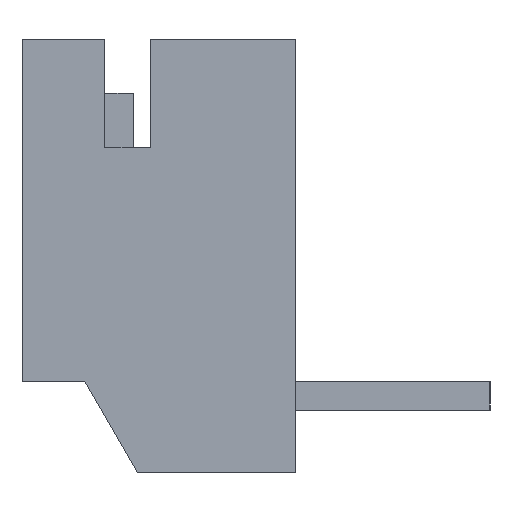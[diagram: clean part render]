
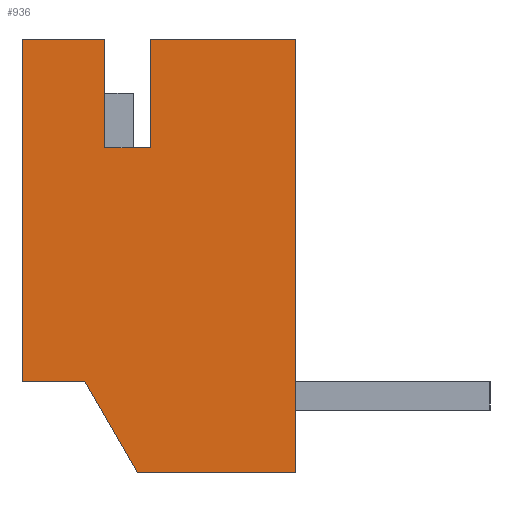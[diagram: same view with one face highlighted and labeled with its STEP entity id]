
A CAD part, left-side view. The second image highlights one B-rep face of the part: STEP entity #936.
In plain terms, the highlighted planar face has unit normal (-1, 0, 0).
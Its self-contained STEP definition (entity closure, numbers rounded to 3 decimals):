
#357 = VERTEX_POINT ( 'NONE', #2232 ) ;
#385 = EDGE_CURVE ( 'NONE', #386, #387, #2265, .T. ) ;
#386 = VERTEX_POINT ( 'NONE', #2194 ) ;
#387 = VERTEX_POINT ( 'NONE', #2193 ) ;
#399 = EDGE_CURVE ( 'NONE', #400, #401, #2148, .T. ) ;
#400 = VERTEX_POINT ( 'NONE', #2144 ) ;
#401 = VERTEX_POINT ( 'NONE', #2143 ) ;
#415 = EDGE_CURVE ( 'NONE', #401, #386, #2116, .T. ) ;
#452 = EDGE_CURVE ( 'NONE', #453, #357, #2419, .T. ) ;
#453 = VERTEX_POINT ( 'NONE', #2415 ) ;
#463 = VERTEX_POINT ( 'NONE', #2471 ) ;
#465 = EDGE_CURVE ( 'NONE', #357, #463, #2470, .T. ) ;
#639 = EDGE_CURVE ( 'NONE', #883, #400, #2897, .T. ) ;
#883 = VERTEX_POINT ( 'NONE', #3174 ) ;
#885 = EDGE_CURVE ( 'NONE', #463, #883, #3173, .T. ) ;
#936 = ADVANCED_FACE ( 'NONE', ( #3527 ), #3494, .T. ) ;
#941 = VERTEX_POINT ( 'NONE', #3356 ) ;
#956 = EDGE_CURVE ( 'NONE', #387, #941, #3433, .T. ) ;
#971 = ORIENTED_EDGE ( 'NONE', *, *, #415, .T. ) ;
#972 = ORIENTED_EDGE ( 'NONE', *, *, #385, .T. ) ;
#973 = ORIENTED_EDGE ( 'NONE', *, *, #956, .T. ) ;
#975 = ORIENTED_EDGE ( 'NONE', *, *, #976, .T. ) ;
#976 = EDGE_CURVE ( 'NONE', #941, #977, #3453, .T. ) ;
#977 = VERTEX_POINT ( 'NONE', #3449 ) ;
#978 = ORIENTED_EDGE ( 'NONE', *, *, #979, .T. ) ;
#979 = EDGE_CURVE ( 'NONE', #977, #453, #3447, .T. ) ;
#980 = ORIENTED_EDGE ( 'NONE', *, *, #452, .T. ) ;
#981 = ORIENTED_EDGE ( 'NONE', *, *, #465, .T. ) ;
#995 = EDGE_LOOP ( 'NONE', ( #996, #997, #998, #971, #972, #973, #975, #978, #980, #981 ) ) ;
#996 = ORIENTED_EDGE ( 'NONE', *, *, #885, .T. ) ;
#997 = ORIENTED_EDGE ( 'NONE', *, *, #639, .T. ) ;
#998 = ORIENTED_EDGE ( 'NONE', *, *, #399, .T. ) ;
#2113 = DIRECTION ( 'NONE',  ( 0., 1., 0. ) ) ;
#2114 = VECTOR ( 'NONE', #2113, 1000. ) ;
#2115 = CARTESIAN_POINT ( 'NONE',  ( -22.7, -3.6, 13.05 ) ) ;
#2116 = LINE ( 'NONE', #2115, #2114 ) ;
#2143 = CARTESIAN_POINT ( 'NONE',  ( -22.7, -3.45, 13.05 ) ) ;
#2144 = CARTESIAN_POINT ( 'NONE',  ( -22.7, -3.45, 14.95 ) ) ;
#2145 = DIRECTION ( 'NONE',  ( 0., 0., -1. ) ) ;
#2146 = VECTOR ( 'NONE', #2145, 1000. ) ;
#2147 = CARTESIAN_POINT ( 'NONE',  ( -22.7, -3.45, 11.15 ) ) ;
#2148 = LINE ( 'NONE', #2147, #2146 ) ;
#2193 = CARTESIAN_POINT ( 'NONE',  ( -22.7, -2.65, 14.95 ) ) ;
#2194 = CARTESIAN_POINT ( 'NONE',  ( -22.7, -2.65, 13.05 ) ) ;
#2195 = DIRECTION ( 'NONE',  ( 0., 0., 1. ) ) ;
#2196 = VECTOR ( 'NONE', #2195, 1000. ) ;
#2197 = CARTESIAN_POINT ( 'NONE',  ( -22.7, -2.65, 11.15 ) ) ;
#2232 = CARTESIAN_POINT ( 'NONE',  ( -22.7, -3.224, 7.35 ) ) ;
#2265 = LINE ( 'NONE', #2197, #2196 ) ;
#2415 = CARTESIAN_POINT ( 'NONE',  ( -22.7, -2.3, 8.95 ) ) ;
#2416 = DIRECTION ( 'NONE',  ( 0., -0.5, -0.866 ) ) ;
#2417 = VECTOR ( 'NONE', #2416, 1000. ) ;
#2418 = CARTESIAN_POINT ( 'NONE',  ( -22.7, -2.3, 8.95 ) ) ;
#2419 = LINE ( 'NONE', #2418, #2417 ) ;
#2467 = DIRECTION ( 'NONE',  ( 0., -1., 0. ) ) ;
#2468 = VECTOR ( 'NONE', #2467, 1000. ) ;
#2469 = CARTESIAN_POINT ( 'NONE',  ( -22.7, -3.6, 7.35 ) ) ;
#2470 = LINE ( 'NONE', #2469, #2468 ) ;
#2471 = CARTESIAN_POINT ( 'NONE',  ( -22.7, -6., 7.35 ) ) ;
#2894 = DIRECTION ( 'NONE',  ( 0., 1., 0. ) ) ;
#2895 = VECTOR ( 'NONE', #2894, 1000. ) ;
#2896 = CARTESIAN_POINT ( 'NONE',  ( -22.7, -3.6, 14.95 ) ) ;
#2897 = LINE ( 'NONE', #2896, #2895 ) ;
#3170 = DIRECTION ( 'NONE',  ( 0., 0., 1. ) ) ;
#3171 = VECTOR ( 'NONE', #3170, 1000. ) ;
#3172 = CARTESIAN_POINT ( 'NONE',  ( -22.7, -6., 11.15 ) ) ;
#3173 = LINE ( 'NONE', #3172, #3171 ) ;
#3174 = CARTESIAN_POINT ( 'NONE',  ( -22.7, -6., 14.95 ) ) ;
#3356 = CARTESIAN_POINT ( 'NONE',  ( -22.7, -1.2, 14.95 ) ) ;
#3408 = DIRECTION ( 'NONE',  ( 0., -1., 0. ) ) ;
#3430 = DIRECTION ( 'NONE',  ( 0., 1., 0. ) ) ;
#3431 = VECTOR ( 'NONE', #3430, 1000. ) ;
#3432 = CARTESIAN_POINT ( 'NONE',  ( -22.7, -3.6, 14.95 ) ) ;
#3433 = LINE ( 'NONE', #3432, #3431 ) ;
#3445 = VECTOR ( 'NONE', #3408, 1000. ) ;
#3446 = CARTESIAN_POINT ( 'NONE',  ( -22.7, -3.6, 8.95 ) ) ;
#3447 = LINE ( 'NONE', #3446, #3445 ) ;
#3449 = CARTESIAN_POINT ( 'NONE',  ( -22.7, -1.2, 8.95 ) ) ;
#3450 = DIRECTION ( 'NONE',  ( 0., 0., -1. ) ) ;
#3451 = VECTOR ( 'NONE', #3450, 1000. ) ;
#3452 = CARTESIAN_POINT ( 'NONE',  ( -22.7, -1.2, 11.95 ) ) ;
#3453 = LINE ( 'NONE', #3452, #3451 ) ;
#3459 = DIRECTION ( 'NONE',  ( 0., -1., 0. ) ) ;
#3460 = DIRECTION ( 'NONE',  ( -1., 0., 0. ) ) ;
#3461 = CARTESIAN_POINT ( 'NONE',  ( -22.7, -1.2, 7.35 ) ) ;
#3493 = AXIS2_PLACEMENT_3D ( 'NONE', #3461, #3460, #3459 ) ;
#3494 = PLANE ( 'NONE',  #3493 ) ;
#3527 = FACE_OUTER_BOUND ( 'NONE', #995, .T. ) ;
